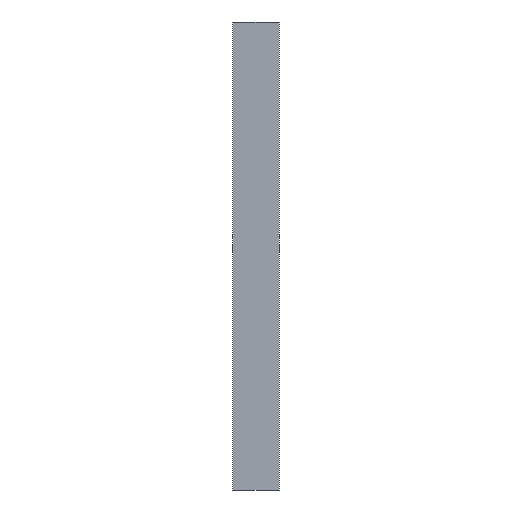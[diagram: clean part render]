
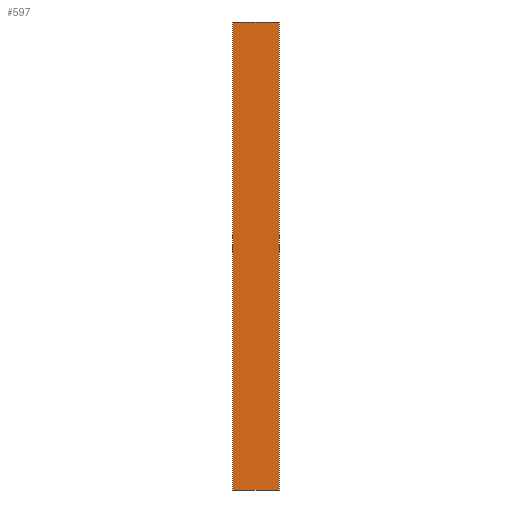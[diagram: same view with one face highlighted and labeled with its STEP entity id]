
A CAD part, front view. The second image highlights one B-rep face of the part: STEP entity #597.
In plain terms, the highlighted planar face has unit normal (0, -1, 0).
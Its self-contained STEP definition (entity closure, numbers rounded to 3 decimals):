
#52 = ORIENTED_EDGE ( 'NONE', *, *, #839, .F. ) ;
#53 = PLANE ( 'NONE',  #886 ) ;
#92 = ORIENTED_EDGE ( 'NONE', *, *, #104, .F. ) ;
#104 = EDGE_CURVE ( 'NONE', #317, #324, #156, .T. ) ;
#105 = CARTESIAN_POINT ( 'NONE',  ( -150., 0., -1500. ) ) ;
#156 = LINE ( 'NONE', #718, #448 ) ;
#190 = DIRECTION ( 'NONE',  ( 0., 1., 0. ) ) ;
#291 = EDGE_CURVE ( 'NONE', #518, #774, #554, .T. ) ;
#297 = CARTESIAN_POINT ( 'NONE',  ( -148., 0., 1500. ) ) ;
#300 = CARTESIAN_POINT ( 'NONE',  ( 148., 0., -1500. ) ) ;
#317 = VERTEX_POINT ( 'NONE', #577 ) ;
#324 = VERTEX_POINT ( 'NONE', #300 ) ;
#409 = EDGE_CURVE ( 'NONE', #774, #324, #652, .T. ) ;
#438 = EDGE_LOOP ( 'NONE', ( #945, #92, #52, #566 ) ) ;
#448 = VECTOR ( 'NONE', #622, 1000. ) ;
#473 = VECTOR ( 'NONE', #741, 1000. ) ;
#494 = CARTESIAN_POINT ( 'NONE',  ( -150., 0., 1500. ) ) ;
#518 = VERTEX_POINT ( 'NONE', #529 ) ;
#519 = DIRECTION ( 'NONE',  ( 1., 0., 0. ) ) ;
#529 = CARTESIAN_POINT ( 'NONE',  ( -148., 0., 1500. ) ) ;
#554 = LINE ( 'NONE', #297, #473 ) ;
#566 = ORIENTED_EDGE ( 'NONE', *, *, #291, .T. ) ;
#577 = CARTESIAN_POINT ( 'NONE',  ( 148., 0., 1500. ) ) ;
#597 = ADVANCED_FACE ( 'NONE', ( #941 ), #53, .F. ) ;
#622 = DIRECTION ( 'NONE',  ( 0., 0., -1. ) ) ;
#639 = CARTESIAN_POINT ( 'NONE',  ( -148., 0., -1500. ) ) ;
#652 = LINE ( 'NONE', #105, #915 ) ;
#707 = DIRECTION ( 'NONE',  ( -1., 0., 0. ) ) ;
#718 = CARTESIAN_POINT ( 'NONE',  ( 148., 0., 1500. ) ) ;
#730 = VECTOR ( 'NONE', #734, 1000. ) ;
#732 = LINE ( 'NONE', #494, #730 ) ;
#734 = DIRECTION ( 'NONE',  ( 1., 0., 0. ) ) ;
#741 = DIRECTION ( 'NONE',  ( 0., 0., -1. ) ) ;
#774 = VERTEX_POINT ( 'NONE', #639 ) ;
#786 = CARTESIAN_POINT ( 'NONE',  ( -150., 0., 1500. ) ) ;
#839 = EDGE_CURVE ( 'NONE', #518, #317, #732, .T. ) ;
#886 = AXIS2_PLACEMENT_3D ( 'NONE', #786, #190, #707 ) ;
#915 = VECTOR ( 'NONE', #519, 1000. ) ;
#941 = FACE_OUTER_BOUND ( 'NONE', #438, .T. ) ;
#945 = ORIENTED_EDGE ( 'NONE', *, *, #409, .T. ) ;
